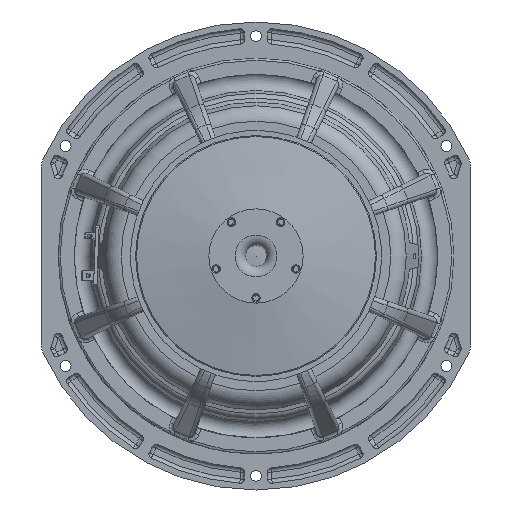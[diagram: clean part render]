
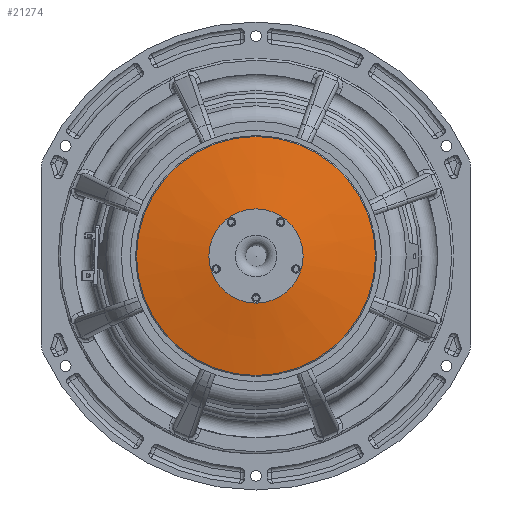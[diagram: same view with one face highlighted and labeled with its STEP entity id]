
A CAD part, front view. The second image highlights one B-rep face of the part: STEP entity #21274.
In plain terms, the highlighted conical face has half-angle 80.272 degrees and reference radius 22.5 mm.
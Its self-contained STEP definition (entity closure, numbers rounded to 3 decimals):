
#13 = VERTEX_POINT ( 'NONE', #1553 ) ;
#600 = FACE_BOUND ( 'NONE', #1477, .T. ) ;
#1210 = CARTESIAN_POINT ( 'NONE',  ( 0., 1.929, 0. ) ) ;
#1477 = EDGE_LOOP ( 'NONE', ( #20928 ) ) ;
#1553 = CARTESIAN_POINT ( 'NONE',  ( 0., -4., 22.5 ) ) ;
#3366 = ORIENTED_EDGE ( 'NONE', *, *, #19837, .T. ) ;
#4393 = EDGE_CURVE ( 'NONE', #13, #13, #12852, .T. ) ;
#5547 = DIRECTION ( 'NONE',  ( 0., 0., 1. ) ) ;
#6903 = CONICAL_SURFACE ( 'NONE', #15352, 22.5, 1.401 ) ;
#7113 = EDGE_LOOP ( 'NONE', ( #3366 ) ) ;
#7322 = CARTESIAN_POINT ( 'NONE',  ( 0., -4., 0. ) ) ;
#7731 = VERTEX_POINT ( 'NONE', #12574 ) ;
#7912 = DIRECTION ( 'NONE',  ( 0., 1., 0. ) ) ;
#8126 = CARTESIAN_POINT ( 'NONE',  ( 0., -4., 0. ) ) ;
#8351 = DIRECTION ( 'NONE',  ( 0., -1., 0. ) ) ;
#10617 = DIRECTION ( 'NONE',  ( 0., 1., 0. ) ) ;
#11437 = AXIS2_PLACEMENT_3D ( 'NONE', #1210, #8351, #20392 ) ;
#12574 = CARTESIAN_POINT ( 'NONE',  ( 0., 1.929, -57.084 ) ) ;
#12852 = CIRCLE ( 'NONE', #15326, 22.5 ) ;
#13412 = DIRECTION ( 'NONE',  ( 0., 0., 1. ) ) ;
#15326 = AXIS2_PLACEMENT_3D ( 'NONE', #8126, #7912, #13412 ) ;
#15352 = AXIS2_PLACEMENT_3D ( 'NONE', #7322, #10617, #5547 ) ;
#15669 = CIRCLE ( 'NONE', #11437, 57.084 ) ;
#16134 = FACE_OUTER_BOUND ( 'NONE', #7113, .T. ) ;
#19837 = EDGE_CURVE ( 'NONE', #7731, #7731, #15669, .T. ) ;
#20392 = DIRECTION ( 'NONE',  ( 0., 0., -1. ) ) ;
#20928 = ORIENTED_EDGE ( 'NONE', *, *, #4393, .T. ) ;
#21274 = ADVANCED_FACE ( 'NONE', ( #16134, #600 ), #6903, .T. ) ;
